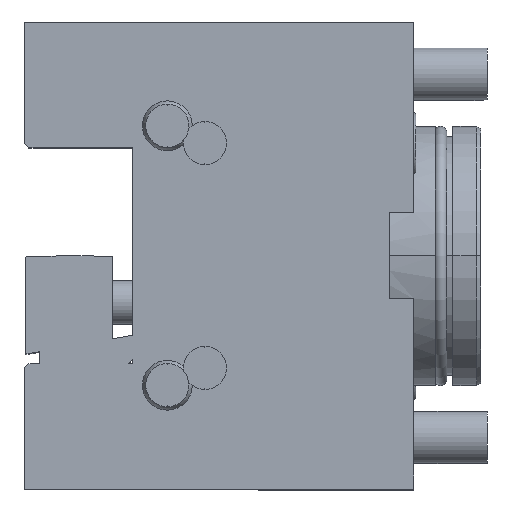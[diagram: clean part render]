
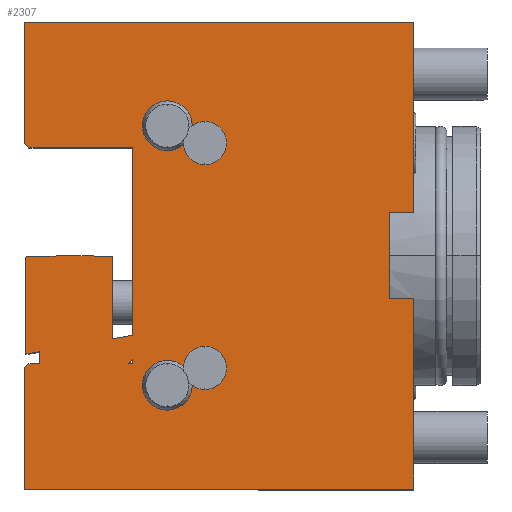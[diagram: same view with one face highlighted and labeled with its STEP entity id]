
A CAD part, top view. The second image highlights one B-rep face of the part: STEP entity #2307.
In plain terms, the highlighted planar face has unit normal (0, 0, 1).
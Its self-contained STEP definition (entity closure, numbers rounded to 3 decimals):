
#23=DIRECTION('',(0.,-1.,0.));
#24=VECTOR('',#23,2.768);
#25=CARTESIAN_POINT('',(-86.5,-22.232,65.));
#26=LINE('',#25,#24);
#27=DIRECTION('',(-0.985,-0.174,0.));
#28=VECTOR('',#27,3.271);
#29=CARTESIAN_POINT('',(-86.5,-22.232,65.));
#30=LINE('',#29,#28);
#31=DIRECTION('',(0.,1.,0.));
#32=VECTOR('',#31,22.451);
#33=CARTESIAN_POINT('',(-89.721,-22.8,65.));
#34=LINE('',#33,#32);
#35=DIRECTION('',(0.999,0.035,0.));
#36=VECTOR('',#35,10.006);
#37=CARTESIAN_POINT('',(-89.721,-0.349,65.));
#38=LINE('',#37,#36);
#39=DIRECTION('',(1.,0.,0.));
#40=VECTOR('',#39,3.);
#41=CARTESIAN_POINT('',(-79.721,0.,65.));
#42=LINE('',#41,#40);
#43=DIRECTION('',(0.999,-0.044,0.));
#44=VECTOR('',#43,7.007);
#45=CARTESIAN_POINT('',(-76.721,0.,65.));
#46=LINE('',#45,#44);
#47=DIRECTION('',(0.,-1.,0.));
#48=VECTOR('',#47,18.968);
#49=CARTESIAN_POINT('',(-69.721,-0.306,65.));
#50=LINE('',#49,#48);
#51=DIRECTION('',(-0.985,-0.174,0.));
#52=VECTOR('',#51,4.794);
#53=CARTESIAN_POINT('',(-65.,-18.441,65.));
#54=LINE('',#53,#52);
#55=DIRECTION('',(0.,1.,0.));
#56=VECTOR('',#55,43.441);
#57=CARTESIAN_POINT('',(-65.,-18.441,65.));
#58=LINE('',#57,#56);
#59=DIRECTION('',(1.,0.,0.));
#60=VECTOR('',#59,24.);
#61=CARTESIAN_POINT('',(-89.,25.,65.));
#62=LINE('',#61,#60);
#63=DIRECTION('',(-1.,0.,0.));
#64=VECTOR('',#63,5.7);
#65=CARTESIAN_POINT('',(0.,10.,65.));
#66=LINE('',#65,#64);
#67=DIRECTION('',(0.,1.,0.));
#68=VECTOR('',#67,20.);
#69=CARTESIAN_POINT('',(-5.7,-10.,65.));
#70=LINE('',#69,#68);
#71=DIRECTION('',(-1.,0.,0.));
#72=VECTOR('',#71,5.7);
#73=CARTESIAN_POINT('',(0.,-10.,65.));
#74=LINE('',#73,#72);
#75=DIRECTION('',(-1.,0.,0.));
#76=VECTOR('',#75,90.);
#77=CARTESIAN_POINT('',(0.,-54.,65.));
#78=LINE('',#77,#76);
#79=DIRECTION('',(1.,0.,0.));
#80=VECTOR('',#79,2.5);
#81=CARTESIAN_POINT('',(-89.,-25.,65.));
#82=LINE('',#81,#80);
#83=CARTESIAN_POINT('',(-57.,30.,65.));
#84=DIRECTION('',(0.,0.,1.));
#85=DIRECTION('',(0.,1.,0.));
#86=AXIS2_PLACEMENT_3D('',#83,#84,#85);
#88=CARTESIAN_POINT('',(-57.,30.,65.));
#89=DIRECTION('',(0.,0.,1.));
#90=DIRECTION('',(0.,-1.,0.));
#91=AXIS2_PLACEMENT_3D('',#88,#89,#90);
#93=CARTESIAN_POINT('',(-57.,-30.,65.));
#94=DIRECTION('',(0.,0.,1.));
#95=DIRECTION('',(0.,1.,0.));
#96=AXIS2_PLACEMENT_3D('',#93,#94,#95);
#98=CARTESIAN_POINT('',(-57.,-30.,65.));
#99=DIRECTION('',(0.,0.,1.));
#100=DIRECTION('',(0.,-1.,0.));
#101=AXIS2_PLACEMENT_3D('',#98,#99,#100);
#103=CARTESIAN_POINT('',(-48.3,26.,65.));
#104=DIRECTION('',(0.,0.,-1.));
#105=DIRECTION('',(0.,-1.,0.));
#106=AXIS2_PLACEMENT_3D('',#103,#104,#105);
#108=CARTESIAN_POINT('',(-48.3,26.,65.));
#109=DIRECTION('',(0.,0.,-1.));
#110=DIRECTION('',(0.,1.,0.));
#111=AXIS2_PLACEMENT_3D('',#108,#109,#110);
#113=CARTESIAN_POINT('',(-48.3,-26.,65.));
#114=DIRECTION('',(0.,0.,-1.));
#115=DIRECTION('',(0.,-1.,0.));
#116=AXIS2_PLACEMENT_3D('',#113,#114,#115);
#118=CARTESIAN_POINT('',(-48.3,-26.,65.));
#119=DIRECTION('',(0.,0.,-1.));
#120=DIRECTION('',(0.,1.,0.));
#121=AXIS2_PLACEMENT_3D('',#118,#119,#120);
#123=DIRECTION('',(0.,1.,0.));
#124=VECTOR('',#123,1.);
#125=CARTESIAN_POINT('',(-65.,-25.,65.));
#126=LINE('',#125,#124);
#127=DIRECTION('',(1.,0.,0.));
#128=VECTOR('',#127,1.);
#129=CARTESIAN_POINT('',(-66.,-25.,65.));
#130=LINE('',#129,#128);
#279=DIRECTION('',(0.707,-0.707,0.));
#280=VECTOR('',#279,1.414);
#281=CARTESIAN_POINT('',(-90.,26.,65.));
#282=LINE('',#281,#280);
#433=DIRECTION('',(0.,1.,0.));
#434=VECTOR('',#433,28.);
#435=CARTESIAN_POINT('',(-90.,26.,65.));
#436=LINE('',#435,#434);
#449=DIRECTION('',(-1.,0.,0.));
#450=VECTOR('',#449,90.);
#451=CARTESIAN_POINT('',(0.,54.,65.));
#452=LINE('',#451,#450);
#491=DIRECTION('',(0.,1.,0.));
#492=VECTOR('',#491,44.);
#493=CARTESIAN_POINT('',(0.,10.,65.));
#494=LINE('',#493,#492);
#999=DIRECTION('',(0.,1.,0.));
#1000=VECTOR('',#999,44.);
#1001=CARTESIAN_POINT('',(0.,-54.,65.));
#1002=LINE('',#1001,#1000);
#1093=DIRECTION('',(0.,1.,0.));
#1094=VECTOR('',#1093,28.);
#1095=CARTESIAN_POINT('',(-90.,-54.,65.));
#1096=LINE('',#1095,#1094);
#1137=DIRECTION('',(0.707,0.707,0.));
#1138=VECTOR('',#1137,1.414);
#1139=CARTESIAN_POINT('',(-90.,-26.,65.));
#1140=LINE('',#1139,#1138);
#1449=DIRECTION('',(-0.707,-0.707,0.));
#1450=VECTOR('',#1449,1.414);
#1451=CARTESIAN_POINT('',(-65.,-24.,65.));
#1452=LINE('',#1451,#1450);
#1721=CARTESIAN_POINT('',(0.,-54.,65.));
#1722=CARTESIAN_POINT('',(-90.,-54.,65.));
#1723=VERTEX_POINT('',#1721);
#1724=VERTEX_POINT('',#1722);
#1725=CARTESIAN_POINT('',(0.,54.,65.));
#1726=CARTESIAN_POINT('',(-90.,54.,65.));
#1727=VERTEX_POINT('',#1725);
#1728=VERTEX_POINT('',#1726);
#1729=CARTESIAN_POINT('',(-5.7,-10.,65.));
#1730=CARTESIAN_POINT('',(-5.7,10.,65.));
#1731=VERTEX_POINT('',#1729);
#1732=VERTEX_POINT('',#1730);
#1733=CARTESIAN_POINT('',(0.,-10.,65.));
#1734=VERTEX_POINT('',#1733);
#1735=CARTESIAN_POINT('',(0.,10.,65.));
#1736=VERTEX_POINT('',#1735);
#1745=CARTESIAN_POINT('',(-65.,-25.,65.));
#1747=VERTEX_POINT('',#1745);
#1749=CARTESIAN_POINT('',(-65.,25.,65.));
#1751=VERTEX_POINT('',#1749);
#1765=CARTESIAN_POINT('',(-89.,-25.,65.));
#1767=VERTEX_POINT('',#1765);
#1771=CARTESIAN_POINT('',(-90.,-26.,65.));
#1772=VERTEX_POINT('',#1771);
#1773=CARTESIAN_POINT('',(-89.,25.,65.));
#1775=VERTEX_POINT('',#1773);
#1777=CARTESIAN_POINT('',(-90.,26.,65.));
#1778=VERTEX_POINT('',#1777);
#1929=CARTESIAN_POINT('',(-57.,35.754,65.));
#1930=CARTESIAN_POINT('',(-57.,24.246,65.));
#1931=VERTEX_POINT('',#1929);
#1932=VERTEX_POINT('',#1930);
#1937=CARTESIAN_POINT('',(-57.,-24.246,65.));
#1938=CARTESIAN_POINT('',(-57.,-35.754,65.));
#1939=VERTEX_POINT('',#1937);
#1940=VERTEX_POINT('',#1938);
#1953=CARTESIAN_POINT('',(-48.3,23.5,65.));
#1954=CARTESIAN_POINT('',(-48.3,28.5,65.));
#1955=VERTEX_POINT('',#1953);
#1956=VERTEX_POINT('',#1954);
#1969=CARTESIAN_POINT('',(-48.3,-28.5,65.));
#1970=CARTESIAN_POINT('',(-48.3,-23.5,65.));
#1971=VERTEX_POINT('',#1969);
#1972=VERTEX_POINT('',#1970);
#1974=CARTESIAN_POINT('',(-86.5,-25.,65.));
#1976=VERTEX_POINT('',#1974);
#1978=CARTESIAN_POINT('',(-66.,-25.,65.));
#1980=VERTEX_POINT('',#1978);
#1982=CARTESIAN_POINT('',(-65.,-18.441,65.));
#1984=VERTEX_POINT('',#1982);
#1986=CARTESIAN_POINT('',(-65.,-24.,65.));
#1988=VERTEX_POINT('',#1986);
#1989=CARTESIAN_POINT('',(-89.721,-0.349,65.));
#1990=CARTESIAN_POINT('',(-79.721,0.,65.));
#1991=VERTEX_POINT('',#1989);
#1992=VERTEX_POINT('',#1990);
#1993=CARTESIAN_POINT('',(-76.721,0.,65.));
#1994=VERTEX_POINT('',#1993);
#1995=CARTESIAN_POINT('',(-69.721,-0.306,65.));
#1996=VERTEX_POINT('',#1995);
#1997=CARTESIAN_POINT('',(-89.721,-22.8,65.));
#1998=VERTEX_POINT('',#1997);
#2010=CARTESIAN_POINT('',(-69.721,-19.273,65.));
#2012=VERTEX_POINT('',#2010);
#2014=CARTESIAN_POINT('',(-86.5,-22.232,65.));
#2016=VERTEX_POINT('',#2014);
#2226=CARTESIAN_POINT('',(0.,-54.,65.));
#2227=DIRECTION('',(0.,0.,1.));
#2228=DIRECTION('',(0.,1.,0.));
#2229=AXIS2_PLACEMENT_3D('',#2226,#2227,#2228);
#2230=PLANE('',#2229);
#2232=ORIENTED_EDGE('',*,*,#2231,.F.);
#2234=ORIENTED_EDGE('',*,*,#2233,.T.);
#2236=ORIENTED_EDGE('',*,*,#2235,.T.);
#2238=ORIENTED_EDGE('',*,*,#2237,.T.);
#2240=ORIENTED_EDGE('',*,*,#2239,.T.);
#2242=ORIENTED_EDGE('',*,*,#2241,.T.);
#2244=ORIENTED_EDGE('',*,*,#2243,.T.);
#2246=ORIENTED_EDGE('',*,*,#2245,.F.);
#2248=ORIENTED_EDGE('',*,*,#2247,.T.);
#2250=ORIENTED_EDGE('',*,*,#2249,.F.);
#2252=ORIENTED_EDGE('',*,*,#2251,.F.);
#2254=ORIENTED_EDGE('',*,*,#2253,.T.);
#2256=ORIENTED_EDGE('',*,*,#2255,.F.);
#2258=ORIENTED_EDGE('',*,*,#2257,.F.);
#2259=ORIENTED_EDGE('',*,*,#2219,.T.);
#2260=ORIENTED_EDGE('',*,*,#2174,.F.);
#2262=ORIENTED_EDGE('',*,*,#2261,.F.);
#2264=ORIENTED_EDGE('',*,*,#2263,.F.);
#2266=ORIENTED_EDGE('',*,*,#2265,.T.);
#2268=ORIENTED_EDGE('',*,*,#2267,.T.);
#2270=ORIENTED_EDGE('',*,*,#2269,.T.);
#2272=ORIENTED_EDGE('',*,*,#2271,.T.);
#2273=EDGE_LOOP('',(#2232,#2234,#2236,#2238,#2240,#2242,#2244,#2246,#2248,#2250,
#2252,#2254,#2256,#2258,#2259,#2260,#2262,#2264,#2266,#2268,#2270,#2272));
#2274=FACE_OUTER_BOUND('',#2273,.F.);
#2276=ORIENTED_EDGE('',*,*,#2275,.T.);
#2278=ORIENTED_EDGE('',*,*,#2277,.T.);
#2279=EDGE_LOOP('',(#2276,#2278));
#2280=FACE_BOUND('',#2279,.F.);
#2282=ORIENTED_EDGE('',*,*,#2281,.T.);
#2284=ORIENTED_EDGE('',*,*,#2283,.T.);
#2285=EDGE_LOOP('',(#2282,#2284));
#2286=FACE_BOUND('',#2285,.F.);
#2288=ORIENTED_EDGE('',*,*,#2287,.F.);
#2290=ORIENTED_EDGE('',*,*,#2289,.F.);
#2291=EDGE_LOOP('',(#2288,#2290));
#2292=FACE_BOUND('',#2291,.F.);
#2294=ORIENTED_EDGE('',*,*,#2293,.F.);
#2296=ORIENTED_EDGE('',*,*,#2295,.F.);
#2297=EDGE_LOOP('',(#2294,#2296));
#2298=FACE_BOUND('',#2297,.F.);
#2300=ORIENTED_EDGE('',*,*,#2299,.T.);
#2302=ORIENTED_EDGE('',*,*,#2301,.T.);
#2304=ORIENTED_EDGE('',*,*,#2303,.T.);
#2305=EDGE_LOOP('',(#2300,#2302,#2304));
#2306=FACE_BOUND('',#2305,.F.);
#2307=ADVANCED_FACE('',(#2274,#2280,#2286,#2292,#2298,#2306),#2230,.T.);
#87=CIRCLE('',#86,5.754);
#92=CIRCLE('',#91,5.754);
#97=CIRCLE('',#96,5.754);
#102=CIRCLE('',#101,5.754);
#107=CIRCLE('',#106,2.5);
#112=CIRCLE('',#111,2.5);
#117=CIRCLE('',#116,2.5);
#122=CIRCLE('',#121,2.5);
#2174=EDGE_CURVE('',#1731,#1732,#70,.T.);
#2219=EDGE_CURVE('',#1736,#1732,#66,.T.);
#2231=EDGE_CURVE('',#2016,#1976,#26,.T.);
#2233=EDGE_CURVE('',#2016,#1998,#30,.T.);
#2235=EDGE_CURVE('',#1998,#1991,#34,.T.);
#2237=EDGE_CURVE('',#1991,#1992,#38,.T.);
#2239=EDGE_CURVE('',#1992,#1994,#42,.T.);
#2241=EDGE_CURVE('',#1994,#1996,#46,.T.);
#2243=EDGE_CURVE('',#1996,#2012,#50,.T.);
#2245=EDGE_CURVE('',#1984,#2012,#54,.T.);
#2247=EDGE_CURVE('',#1984,#1751,#58,.T.);
#2249=EDGE_CURVE('',#1775,#1751,#62,.T.);
#2251=EDGE_CURVE('',#1778,#1775,#282,.T.);
#2253=EDGE_CURVE('',#1778,#1728,#436,.T.);
#2255=EDGE_CURVE('',#1727,#1728,#452,.T.);
#2257=EDGE_CURVE('',#1736,#1727,#494,.T.);
#2261=EDGE_CURVE('',#1734,#1731,#74,.T.);
#2263=EDGE_CURVE('',#1723,#1734,#1002,.T.);
#2265=EDGE_CURVE('',#1723,#1724,#78,.T.);
#2267=EDGE_CURVE('',#1724,#1772,#1096,.T.);
#2269=EDGE_CURVE('',#1772,#1767,#1140,.T.);
#2271=EDGE_CURVE('',#1767,#1976,#82,.T.);
#2275=EDGE_CURVE('',#1931,#1932,#87,.T.);
#2277=EDGE_CURVE('',#1932,#1931,#92,.T.);
#2281=EDGE_CURVE('',#1939,#1940,#97,.T.);
#2283=EDGE_CURVE('',#1940,#1939,#102,.T.);
#2287=EDGE_CURVE('',#1955,#1956,#107,.T.);
#2289=EDGE_CURVE('',#1956,#1955,#112,.T.);
#2293=EDGE_CURVE('',#1971,#1972,#117,.T.);
#2295=EDGE_CURVE('',#1972,#1971,#122,.T.);
#2299=EDGE_CURVE('',#1747,#1988,#126,.T.);
#2301=EDGE_CURVE('',#1988,#1980,#1452,.T.);
#2303=EDGE_CURVE('',#1980,#1747,#130,.T.);
